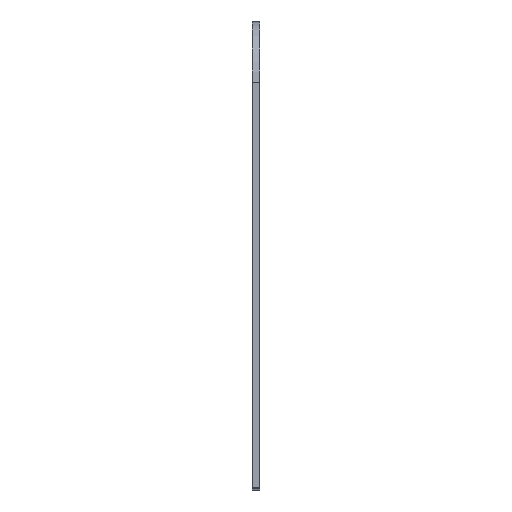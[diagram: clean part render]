
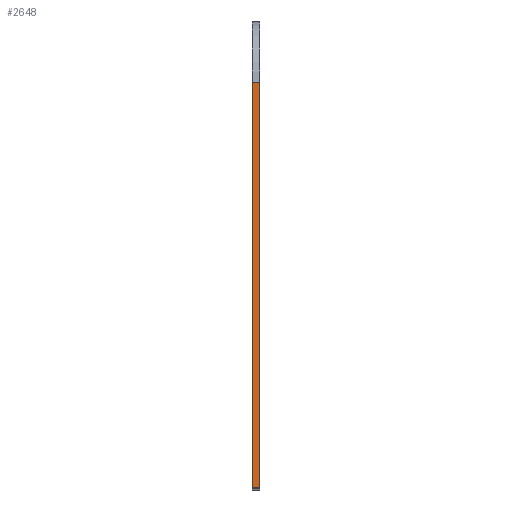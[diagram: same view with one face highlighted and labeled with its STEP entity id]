
A CAD part, top view. The second image highlights one B-rep face of the part: STEP entity #2648.
In plain terms, the highlighted planar face has unit normal (0, 0, 1).
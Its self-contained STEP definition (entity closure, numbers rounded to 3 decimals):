
#156=PLANE('',#2867);
#274=FACE_OUTER_BOUND('',#399,.T.);
#399=EDGE_LOOP('',(#2166,#2167,#2168,#2169));
#726=LINE('',#4229,#1001);
#727=LINE('',#4232,#1002);
#728=LINE('',#4234,#1003);
#729=LINE('',#4235,#1004);
#1001=VECTOR('',#3492,10.);
#1002=VECTOR('',#3495,10.);
#1003=VECTOR('',#3496,10.);
#1004=VECTOR('',#3497,10.);
#1349=VERTEX_POINT('',#4225);
#1350=VERTEX_POINT('',#4227);
#1351=VERTEX_POINT('',#4231);
#1352=VERTEX_POINT('',#4233);
#1696=EDGE_CURVE('',#1349,#1350,#726,.T.);
#1697=EDGE_CURVE('',#1349,#1351,#727,.T.);
#1698=EDGE_CURVE('',#1352,#1350,#728,.T.);
#1699=EDGE_CURVE('',#1351,#1352,#729,.T.);
#2166=ORIENTED_EDGE('',*,*,#1697,.F.);
#2167=ORIENTED_EDGE('',*,*,#1696,.T.);
#2168=ORIENTED_EDGE('',*,*,#1698,.F.);
#2169=ORIENTED_EDGE('',*,*,#1699,.F.);
#2648=ADVANCED_FACE('',(#274),#156,.T.);
#2867=AXIS2_PLACEMENT_3D('',#4230,#3493,#3494);
#3492=DIRECTION('',(1.,0.,0.));
#3493=DIRECTION('center_axis',(0.,0.,1.));
#3494=DIRECTION('ref_axis',(0.,-1.,0.));
#3495=DIRECTION('',(0.,1.,0.));
#3496=DIRECTION('',(0.,-1.,0.));
#3497=DIRECTION('',(1.,0.,0.));
#4225=CARTESIAN_POINT('',(168.27,3.,487.));
#4227=CARTESIAN_POINT('',(171.27,3.,487.));
#4229=CARTESIAN_POINT('',(168.27,3.,487.));
#4230=CARTESIAN_POINT('Origin',(168.27,170.,487.003));
#4231=CARTESIAN_POINT('',(168.27,170.,487.003));
#4232=CARTESIAN_POINT('',(168.27,3.,487.));
#4233=CARTESIAN_POINT('',(171.27,170.,487.003));
#4234=CARTESIAN_POINT('',(171.27,3.,487.));
#4235=CARTESIAN_POINT('',(168.27,170.,487.003));
